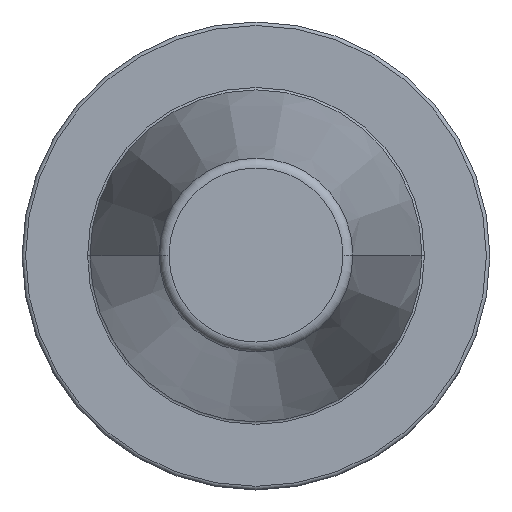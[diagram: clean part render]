
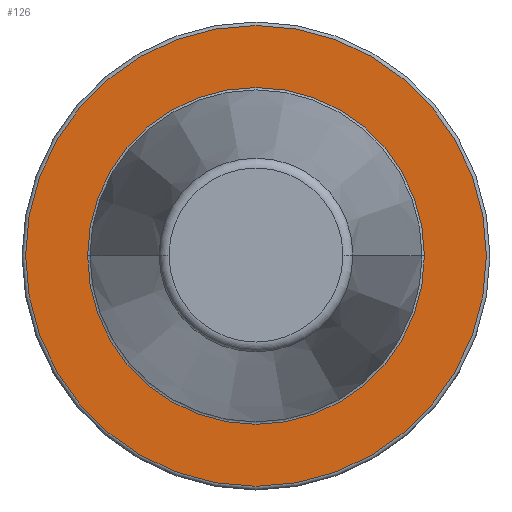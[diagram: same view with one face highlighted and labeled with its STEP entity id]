
A CAD part, top view. The second image highlights one B-rep face of the part: STEP entity #126.
In plain terms, the highlighted planar face has unit normal (0, 0, 1).
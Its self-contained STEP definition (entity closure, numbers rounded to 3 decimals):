
#38=PLANE('',#679);
#48=FACE_BOUND('',#220,.T.);
#49=FACE_BOUND('',#221,.T.);
#126=ADVANCED_FACE('',(#48,#49),#38,.F.);
#220=EDGE_LOOP('',(#329));
#221=EDGE_LOOP('',(#330,#331));
#329=ORIENTED_EDGE('',*,*,#502,.T.);
#330=ORIENTED_EDGE('',*,*,#440,.T.);
#331=ORIENTED_EDGE('',*,*,#442,.T.);
#393=VERTEX_POINT('',#940);
#396=VERTEX_POINT('',#945);
#436=VERTEX_POINT('',#1071);
#440=EDGE_CURVE('',#393,#396,#517,.T.);
#442=EDGE_CURVE('',#396,#393,#519,.T.);
#502=EDGE_CURVE('',#436,#436,#562,.T.);
#517=CIRCLE('',#610,35.425);
#519=CIRCLE('',#613,35.425);
#562=CIRCLE('',#678,48.46);
#610=AXIS2_PLACEMENT_3D('',#946,#721,#722);
#613=AXIS2_PLACEMENT_3D('',#949,#727,#728);
#678=AXIS2_PLACEMENT_3D('',#1070,#874,#875);
#679=AXIS2_PLACEMENT_3D('',#1072,#876,#877);
#721=DIRECTION('',(0.,0.,-1.));
#722=DIRECTION('',(-1.,0.,0.));
#727=DIRECTION('',(0.,0.,-1.));
#728=DIRECTION('',(-1.,0.,0.));
#874=DIRECTION('',(0.,0.,1.));
#875=DIRECTION('',(-1.,0.,0.));
#876=DIRECTION('',(0.,0.,-1.));
#877=DIRECTION('',(1.,0.,0.));
#940=CARTESIAN_POINT('',(-35.425,0.,-3.2));
#945=CARTESIAN_POINT('',(35.425,0.,-3.2));
#946=CARTESIAN_POINT('',(0.,0.,-3.2));
#949=CARTESIAN_POINT('',(0.,0.,-3.2));
#1070=CARTESIAN_POINT('',(0.,0.,-3.2));
#1071=CARTESIAN_POINT('',(-48.46,0.,-3.2));
#1072=CARTESIAN_POINT('',(0.,35.425,-3.2));
